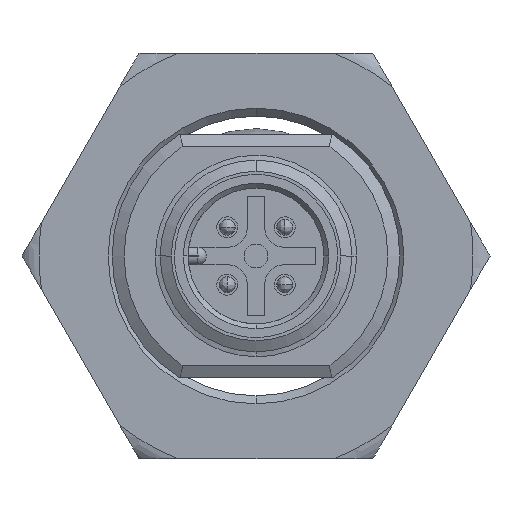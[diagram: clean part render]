
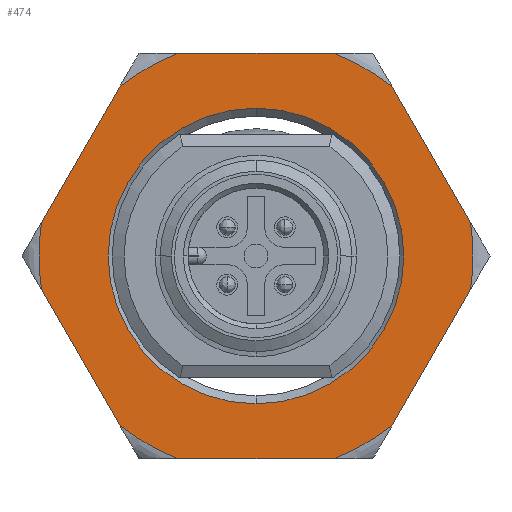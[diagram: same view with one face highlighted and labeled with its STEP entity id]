
A CAD part, front view. The second image highlights one B-rep face of the part: STEP entity #474.
In plain terms, the highlighted planar face has unit normal (0, -1, 0).
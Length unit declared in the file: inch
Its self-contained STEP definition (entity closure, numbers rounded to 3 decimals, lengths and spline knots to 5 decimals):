
#33 = CARTESIAN_POINT ( 'NONE',  ( 0., -0.62992, 0. ) ) ;
#53 = DIRECTION ( 'NONE',  ( 0., 0., 1. ) ) ;
#67 = EDGE_CURVE ( 'NONE', #1828, #1357, #5713, .T. ) ;
#86 = VERTEX_POINT ( 'NONE', #4228 ) ;
#119 = CARTESIAN_POINT ( 'NONE',  ( -0.19241, -0.62992, -0.49921 ) ) ;
#127 = AXIS2_PLACEMENT_3D ( 'NONE', #2506, #1468, #4010 ) ;
#140 = LINE ( 'NONE', #6282, #1164 ) ;
#232 = EDGE_CURVE ( 'NONE', #4859, #3905, #1545, .T. ) ;
#253 = CARTESIAN_POINT ( 'NONE',  ( 0., -0.62992, -0.49921 ) ) ;
#257 = VERTEX_POINT ( 'NONE', #4150 ) ;
#281 = AXIS2_PLACEMENT_3D ( 'NONE', #6018, #2361, #2926 ) ;
#423 = CARTESIAN_POINT ( 'NONE',  ( 0., -0.62992, 0. ) ) ;
#467 = CARTESIAN_POINT ( 'NONE',  ( 0., -0.62992, 0.49921 ) ) ;
#474 = ADVANCED_FACE ( 'NONE', ( #699, #3381 ), #3346, .F. ) ;
#541 = DIRECTION ( 'NONE',  ( 0., 1., 0. ) ) ;
#590 = ORIENTED_EDGE ( 'NONE', *, *, #2841, .F. ) ;
#591 = EDGE_CURVE ( 'NONE', #2204, #4439, #5265, .T. ) ;
#603 = DIRECTION ( 'NONE',  ( 0., 0., 1. ) ) ;
#622 = ORIENTED_EDGE ( 'NONE', *, *, #6177, .F. ) ;
#699 = FACE_BOUND ( 'NONE', #3352, .T. ) ;
#712 = CARTESIAN_POINT ( 'NONE',  ( -0.43233, -0.62992, -0.24961 ) ) ;
#770 = CARTESIAN_POINT ( 'NONE',  ( 0., -0.62992, 0. ) ) ;
#783 = CIRCLE ( 'NONE', #4533, 0.53501 ) ;
#791 = ORIENTED_EDGE ( 'NONE', *, *, #3912, .F. ) ;
#957 = EDGE_CURVE ( 'NONE', #4522, #2204, #3897, .T. ) ;
#969 = DIRECTION ( 'NONE',  ( 1., 0., 0. ) ) ;
#1003 = ORIENTED_EDGE ( 'NONE', *, *, #1128, .F. ) ;
#1011 = CARTESIAN_POINT ( 'NONE',  ( 0.33612, -0.62992, 0.41624 ) ) ;
#1012 = CIRCLE ( 'NONE', #4655, 0.53501 ) ;
#1128 = EDGE_CURVE ( 'NONE', #257, #5573, #4137, .T. ) ;
#1164 = VECTOR ( 'NONE', #1677, 39.37008 ) ;
#1217 = CARTESIAN_POINT ( 'NONE',  ( 0., -0.62992, 0. ) ) ;
#1281 = LINE ( 'NONE', #253, #1567 ) ;
#1323 = CARTESIAN_POINT ( 'NONE',  ( -0.43233, -0.62992, 0.24961 ) ) ;
#1329 = VECTOR ( 'NONE', #3191, 39.37008 ) ;
#1357 = VERTEX_POINT ( 'NONE', #4253 ) ;
#1359 = DIRECTION ( 'NONE',  ( 0.5, 0., 0.866 ) ) ;
#1374 = DIRECTION ( 'NONE',  ( 0., 0., 1. ) ) ;
#1414 = CARTESIAN_POINT ( 'NONE',  ( -0.33612, -0.62992, 0.41624 ) ) ;
#1449 = CIRCLE ( 'NONE', #281, 0.53501 ) ;
#1468 = DIRECTION ( 'NONE',  ( 0., 1., 0. ) ) ;
#1518 = ORIENTED_EDGE ( 'NONE', *, *, #2038, .T. ) ;
#1544 = CARTESIAN_POINT ( 'NONE',  ( 0.33612, -0.62992, -0.41624 ) ) ;
#1545 = CIRCLE ( 'NONE', #4434, 0.36417 ) ;
#1567 = VECTOR ( 'NONE', #5349, 39.37008 ) ;
#1677 = DIRECTION ( 'NONE',  ( 0.5, 0., -0.866 ) ) ;
#1828 = VERTEX_POINT ( 'NONE', #5359 ) ;
#2038 = EDGE_CURVE ( 'NONE', #3905, #4859, #5429, .T. ) ;
#2068 = EDGE_CURVE ( 'NONE', #86, #4753, #1281, .T. ) ;
#2204 = VERTEX_POINT ( 'NONE', #1414 ) ;
#2222 = DIRECTION ( 'NONE',  ( 0., 0., 1. ) ) ;
#2243 = CARTESIAN_POINT ( 'NONE',  ( 0., -0.62992, 0. ) ) ;
#2361 = DIRECTION ( 'NONE',  ( 0., 1., 0. ) ) ;
#2378 = ORIENTED_EDGE ( 'NONE', *, *, #2464, .F. ) ;
#2464 = EDGE_CURVE ( 'NONE', #4753, #1828, #4806, .T. ) ;
#2485 = LINE ( 'NONE', #6616, #5827 ) ;
#2506 = CARTESIAN_POINT ( 'NONE',  ( 0., -0.62992, 0. ) ) ;
#2513 = LINE ( 'NONE', #467, #2552 ) ;
#2521 = CARTESIAN_POINT ( 'NONE',  ( 0., -0.62992, 0. ) ) ;
#2530 = AXIS2_PLACEMENT_3D ( 'NONE', #1217, #3855, #6293 ) ;
#2550 = CARTESIAN_POINT ( 'NONE',  ( 0.19241, -0.62992, 0.49921 ) ) ;
#2552 = VECTOR ( 'NONE', #969, 39.37008 ) ;
#2576 = EDGE_CURVE ( 'NONE', #5111, #257, #140, .T. ) ;
#2839 = DIRECTION ( 'NONE',  ( 0., 0., 1. ) ) ;
#2841 = EDGE_CURVE ( 'NONE', #4439, #6300, #2513, .T. ) ;
#2926 = DIRECTION ( 'NONE',  ( 0., 0., 1. ) ) ;
#2929 = ORIENTED_EDGE ( 'NONE', *, *, #232, .T. ) ;
#3003 = DIRECTION ( 'NONE',  ( 0., 1., 0. ) ) ;
#3115 = DIRECTION ( 'NONE',  ( -0.5, 0., -0.866 ) ) ;
#3191 = DIRECTION ( 'NONE',  ( -0.5, 0., 0.866 ) ) ;
#3192 = AXIS2_PLACEMENT_3D ( 'NONE', #2243, #5870, #2839 ) ;
#3226 = CARTESIAN_POINT ( 'NONE',  ( 0., -0.62992, 0. ) ) ;
#3248 = ORIENTED_EDGE ( 'NONE', *, *, #957, .F. ) ;
#3346 = PLANE ( 'NONE',  #3192 ) ;
#3352 = EDGE_LOOP ( 'NONE', ( #1518, #2929 ) ) ;
#3381 = FACE_OUTER_BOUND ( 'NONE', #6615, .T. ) ;
#3855 = DIRECTION ( 'NONE',  ( 0., 1., 0. ) ) ;
#3897 = LINE ( 'NONE', #1323, #5645 ) ;
#3905 = VERTEX_POINT ( 'NONE', #5161 ) ;
#3912 = EDGE_CURVE ( 'NONE', #1357, #4522, #1012, .T. ) ;
#3949 = DIRECTION ( 'NONE',  ( 0., 1., 0. ) ) ;
#4010 = DIRECTION ( 'NONE',  ( 0., 0., 1. ) ) ;
#4137 = CIRCLE ( 'NONE', #4995, 0.53501 ) ;
#4150 = CARTESIAN_POINT ( 'NONE',  ( 0.52854, -0.62992, 0.08297 ) ) ;
#4228 = CARTESIAN_POINT ( 'NONE',  ( 0.19241, -0.62992, -0.49921 ) ) ;
#4234 = CARTESIAN_POINT ( 'NONE',  ( 0., -0.62992, 0.36417 ) ) ;
#4253 = CARTESIAN_POINT ( 'NONE',  ( -0.52854, -0.62992, -0.08297 ) ) ;
#4434 = AXIS2_PLACEMENT_3D ( 'NONE', #423, #3003, #53 ) ;
#4439 = VERTEX_POINT ( 'NONE', #5897 ) ;
#4511 = CARTESIAN_POINT ( 'NONE',  ( -0.52854, -0.62992, 0.08297 ) ) ;
#4522 = VERTEX_POINT ( 'NONE', #4511 ) ;
#4533 = AXIS2_PLACEMENT_3D ( 'NONE', #770, #3949, #1374 ) ;
#4569 = DIRECTION ( 'NONE',  ( 0., 0., 1. ) ) ;
#4576 = ORIENTED_EDGE ( 'NONE', *, *, #67, .F. ) ;
#4655 = AXIS2_PLACEMENT_3D ( 'NONE', #33, #5199, #603 ) ;
#4753 = VERTEX_POINT ( 'NONE', #119 ) ;
#4806 = CIRCLE ( 'NONE', #6099, 0.53501 ) ;
#4859 = VERTEX_POINT ( 'NONE', #4234 ) ;
#4918 = ORIENTED_EDGE ( 'NONE', *, *, #6472, .F. ) ;
#4979 = EDGE_CURVE ( 'NONE', #6301, #86, #1449, .T. ) ;
#4995 = AXIS2_PLACEMENT_3D ( 'NONE', #3226, #6325, #2222 ) ;
#5014 = CARTESIAN_POINT ( 'NONE',  ( 0.52854, -0.62992, -0.08297 ) ) ;
#5064 = ORIENTED_EDGE ( 'NONE', *, *, #2576, .F. ) ;
#5111 = VERTEX_POINT ( 'NONE', #1011 ) ;
#5161 = CARTESIAN_POINT ( 'NONE',  ( 0., -0.62992, -0.36417 ) ) ;
#5199 = DIRECTION ( 'NONE',  ( 0., 1., 0. ) ) ;
#5265 = CIRCLE ( 'NONE', #127, 0.53501 ) ;
#5349 = DIRECTION ( 'NONE',  ( -1., 0., 0. ) ) ;
#5359 = CARTESIAN_POINT ( 'NONE',  ( -0.33612, -0.62992, -0.41624 ) ) ;
#5429 = CIRCLE ( 'NONE', #2530, 0.36417 ) ;
#5446 = ORIENTED_EDGE ( 'NONE', *, *, #4979, .F. ) ;
#5573 = VERTEX_POINT ( 'NONE', #5014 ) ;
#5645 = VECTOR ( 'NONE', #1359, 39.37008 ) ;
#5713 = LINE ( 'NONE', #712, #1329 ) ;
#5827 = VECTOR ( 'NONE', #3115, 39.37008 ) ;
#5828 = ORIENTED_EDGE ( 'NONE', *, *, #2068, .F. ) ;
#5870 = DIRECTION ( 'NONE',  ( 0., 1., 0. ) ) ;
#5897 = CARTESIAN_POINT ( 'NONE',  ( -0.19241, -0.62992, 0.49921 ) ) ;
#6018 = CARTESIAN_POINT ( 'NONE',  ( 0., -0.62992, 0. ) ) ;
#6099 = AXIS2_PLACEMENT_3D ( 'NONE', #2521, #541, #4569 ) ;
#6105 = ORIENTED_EDGE ( 'NONE', *, *, #591, .F. ) ;
#6177 = EDGE_CURVE ( 'NONE', #5573, #6301, #2485, .T. ) ;
#6282 = CARTESIAN_POINT ( 'NONE',  ( 0.43233, -0.62992, 0.24961 ) ) ;
#6293 = DIRECTION ( 'NONE',  ( 0., 0., 1. ) ) ;
#6300 = VERTEX_POINT ( 'NONE', #2550 ) ;
#6301 = VERTEX_POINT ( 'NONE', #1544 ) ;
#6325 = DIRECTION ( 'NONE',  ( 0., 1., 0. ) ) ;
#6472 = EDGE_CURVE ( 'NONE', #6300, #5111, #783, .T. ) ;
#6615 = EDGE_LOOP ( 'NONE', ( #590, #6105, #3248, #791, #4576, #2378, #5828, #5446, #622, #1003, #5064, #4918 ) ) ;
#6616 = CARTESIAN_POINT ( 'NONE',  ( 0.43233, -0.62992, -0.24961 ) ) ;
